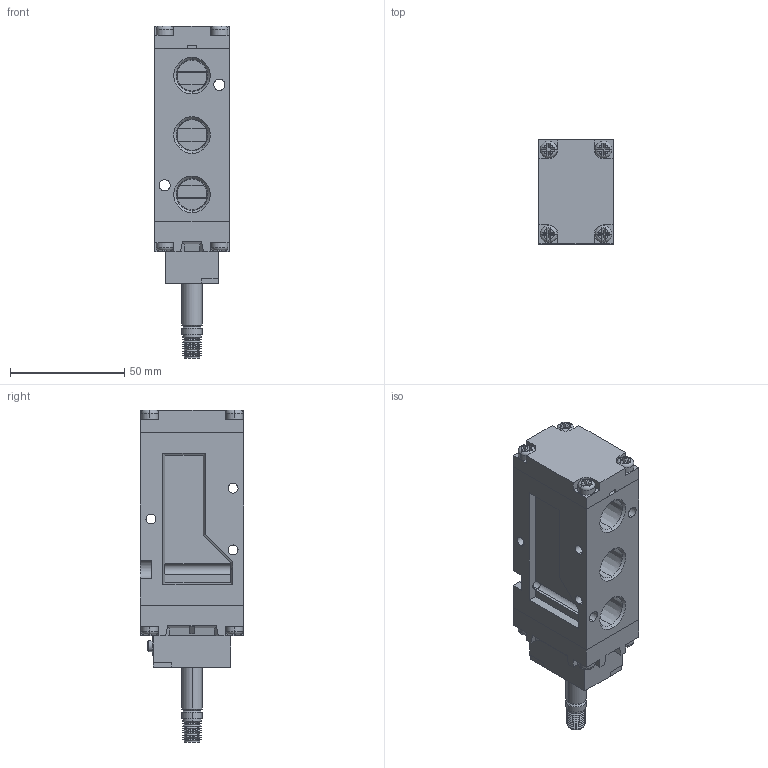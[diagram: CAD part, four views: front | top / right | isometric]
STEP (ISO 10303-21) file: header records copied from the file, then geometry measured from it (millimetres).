
FILE_DESCRIPTION (( 'STEP AP203' ), '1' );
FILE_NAME ('SF5101-IP.STEP', '2016-01-05T00:35:52', ( 'yrd8' ), ( '' ), 'SwSTEP 2.0', 'SolidWorks 2008', '' );
FILE_SCHEMA (( 'CONFIG_CONTROL_DESIGN' ));
Length unit declared in the file: millimetre
Products named in the file (5): SF5000 Semi_晦獄 撲薑; SF5000 Pilot_ル遽; SF5000 Body Cover_ル遽; SF5101-IP; SF5000 Body
Assembly tree (4 placements, depth 2):
  SF5101-IP
    SF5000 Pilot_ル遽
    SF5000 Semi_晦獄 撲薑
    SF5000 Body
    SF5000 Body Cover_ル遽
Bounding box: 32.5 x 45.5 x 145.4 mm (x, y, z)
Volume: 132999.4 mm3; surface area: 37025 mm2
Topology: 4 solids, 4 shells, 524 faces, 1377 edges, 890 vertices
Faces by surface type: plane 372, cylinder 74, cone 62, torus 16
Entity records: 16748 total; most frequent: CARTESIAN_POINT 3294, ORIENTED_EDGE 2754, DIRECTION 2591, EDGE_CURVE 1377, LINE 953, VECTOR 953, VERTEX_POINT 890, AXIS2_PLACEMENT_3D 819
